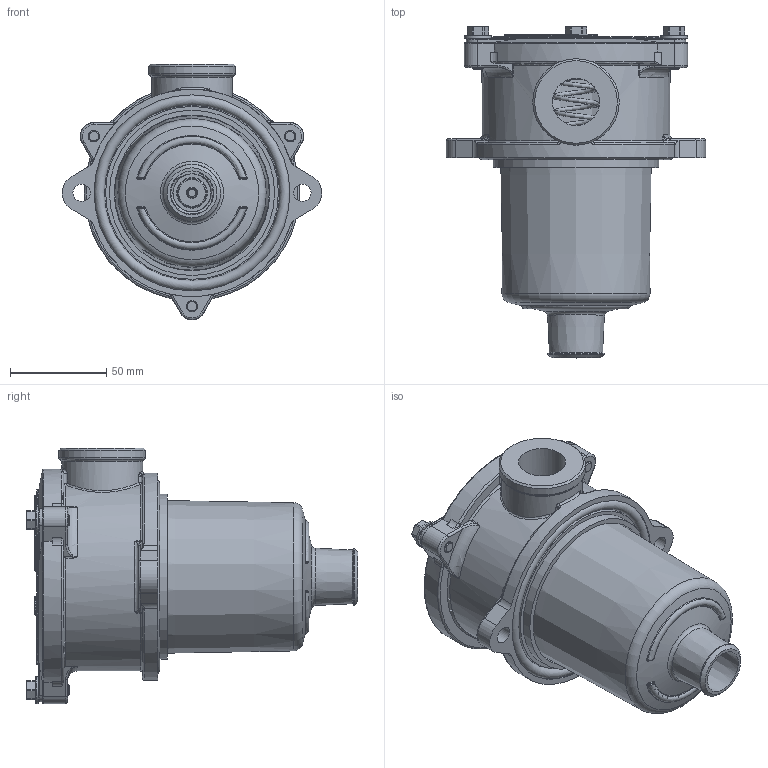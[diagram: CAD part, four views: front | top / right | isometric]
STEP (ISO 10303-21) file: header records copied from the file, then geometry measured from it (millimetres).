
FILE_DESCRIPTION(/* description */ ('Unknown'),/* implementation_level */ '2;1');
FILE_NAME(/* name */ 'OF.50100-001',/* time_stamp */ '2023-07-27T11:25:04+02:00',/* author */ ('Unknown'),/* organization */ ('Unknown'),/* preprocessor_version */ 'ST-DEVELOPER v18.102',/* originating_system */ 'Solid Edge',/* authorisation */ 'Unknown');
FILE_SCHEMA (('AUTOMOTIVE_DESIGN {1 0 10303 214 3 1 1}'));
Length unit declared in the file: millimetre
Products named in the file (2): OF; OF.50100
Assembly tree (1 placements, depth 2):
  OF
    OF.50100
Bounding box: 135 x 172.76 x 133.1 mm (x, y, z)
Volume: 224133.4 mm3; surface area: 156681.5 mm2
Topology: 2 solids, 7 shells, 713 faces, 1615 edges, 898 vertices
Faces by surface type: cylinder 239, plane 222, torus 134, bspline 53, cone 34, sphere 31
Full cylindrical faces by diameter (mm): 5 x1, 5.5 x3, 6 x6, 7 x3, 8.8 x1, 9 x2, 9.85 x1, 14 x1, 14.2 x3, 15 x1, 24.5 x1, 25 x2, 35 x1, 42.1 x1, 45 x1, 81 x1, 82.5 x1, 86 x1, 90 x1, 91 x2, 100 x1, 102 x2, 108 x1
Entity records: 25849 total; most frequent: CARTESIAN_POINT 11334, DIRECTION 2942, ORIENTED_EDGE 2900, EDGE_CURVE 1450, AXIS2_PLACEMENT_3D 1200, VERTEX_POINT 868, EDGE_LOOP 848, FACE_BOUND 848
